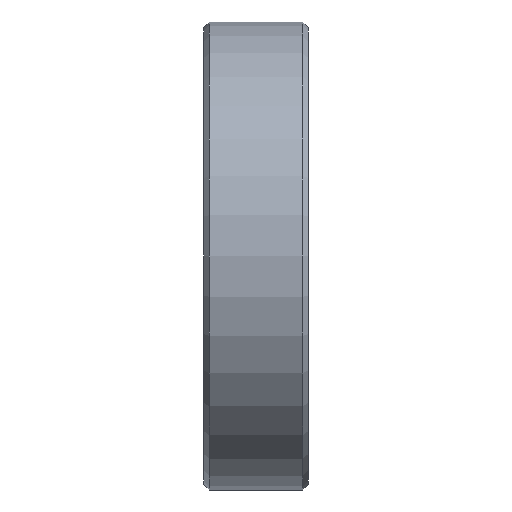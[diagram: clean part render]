
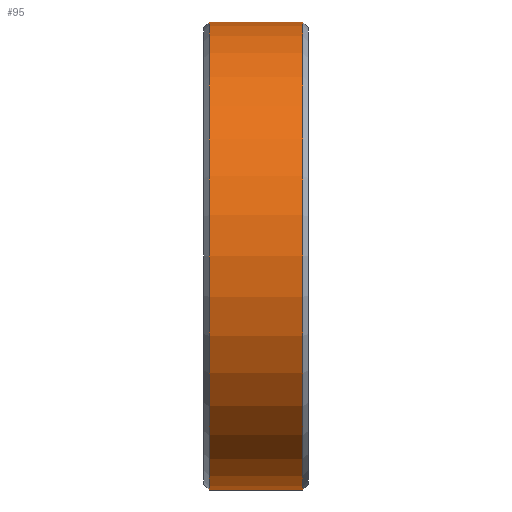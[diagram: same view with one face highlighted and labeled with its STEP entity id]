
A CAD part, left-side view. The second image highlights one B-rep face of the part: STEP entity #95.
In plain terms, the highlighted cylindrical face has radius 17 mm (diameter 34 mm), a partial arc.
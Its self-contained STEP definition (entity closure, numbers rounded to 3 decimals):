
#1 = VERTEX_POINT ( 'NONE', #125 ) ;
#76 = VERTEX_POINT ( 'NONE', #777 ) ;
#78 = ORIENTED_EDGE ( 'NONE', *, *, #438, .T. ) ;
#95 = ADVANCED_FACE ( 'NONE', ( #1406 ), #1425, .T. ) ;
#125 = CARTESIAN_POINT ( 'NONE',  ( 0., 7.2, -17. ) ) ;
#160 = LINE ( 'NONE', #1506, #829 ) ;
#222 = CIRCLE ( 'NONE', #1370, 17. ) ;
#223 = VECTOR ( 'NONE', #845, 1000. ) ;
#355 = EDGE_LOOP ( 'NONE', ( #1277, #749, #360, #78 ) ) ;
#360 = ORIENTED_EDGE ( 'NONE', *, *, #545, .T. ) ;
#402 = EDGE_CURVE ( 'NONE', #728, #418, #222, .T. ) ;
#418 = VERTEX_POINT ( 'NONE', #1254 ) ;
#438 = EDGE_CURVE ( 'NONE', #76, #1, #1517, .T. ) ;
#545 = EDGE_CURVE ( 'NONE', #418, #76, #1096, .T. ) ;
#664 = DIRECTION ( 'NONE',  ( 0., 0., 1. ) ) ;
#670 = AXIS2_PLACEMENT_3D ( 'NONE', #792, #1463, #664 ) ;
#682 = DIRECTION ( 'NONE',  ( 0., 1., 0. ) ) ;
#716 = DIRECTION ( 'NONE',  ( 0., 1., 0. ) ) ;
#728 = VERTEX_POINT ( 'NONE', #949 ) ;
#738 = CARTESIAN_POINT ( 'NONE',  ( 0., 53.835, 17. ) ) ;
#749 = ORIENTED_EDGE ( 'NONE', *, *, #402, .T. ) ;
#777 = CARTESIAN_POINT ( 'NONE',  ( 0., 7.2, 17. ) ) ;
#792 = CARTESIAN_POINT ( 'NONE',  ( 0., 7.2, 0. ) ) ;
#829 = VECTOR ( 'NONE', #716, 1000. ) ;
#845 = DIRECTION ( 'NONE',  ( 0., 1., 0. ) ) ;
#847 = CARTESIAN_POINT ( 'NONE',  ( 0., 53.835, 0. ) ) ;
#949 = CARTESIAN_POINT ( 'NONE',  ( 0., 0.4, -17. ) ) ;
#1096 = LINE ( 'NONE', #738, #223 ) ;
#1102 = DIRECTION ( 'NONE',  ( 0., 0., 1. ) ) ;
#1128 = EDGE_CURVE ( 'NONE', #728, #1, #160, .T. ) ;
#1141 = DIRECTION ( 'NONE',  ( 0., 1., 0. ) ) ;
#1254 = CARTESIAN_POINT ( 'NONE',  ( 0., 0.4, 17. ) ) ;
#1277 = ORIENTED_EDGE ( 'NONE', *, *, #1128, .F. ) ;
#1366 = DIRECTION ( 'NONE',  ( 0., 0., -1. ) ) ;
#1370 = AXIS2_PLACEMENT_3D ( 'NONE', #1475, #682, #1366 ) ;
#1406 = FACE_OUTER_BOUND ( 'NONE', #355, .T. ) ;
#1425 = CYLINDRICAL_SURFACE ( 'NONE', #1493, 17. ) ;
#1463 = DIRECTION ( 'NONE',  ( 0., -1., 0. ) ) ;
#1475 = CARTESIAN_POINT ( 'NONE',  ( 0., 0.4, 0. ) ) ;
#1493 = AXIS2_PLACEMENT_3D ( 'NONE', #847, #1141, #1102 ) ;
#1506 = CARTESIAN_POINT ( 'NONE',  ( 0., 53.835, -17. ) ) ;
#1517 = CIRCLE ( 'NONE', #670, 17. ) ;
